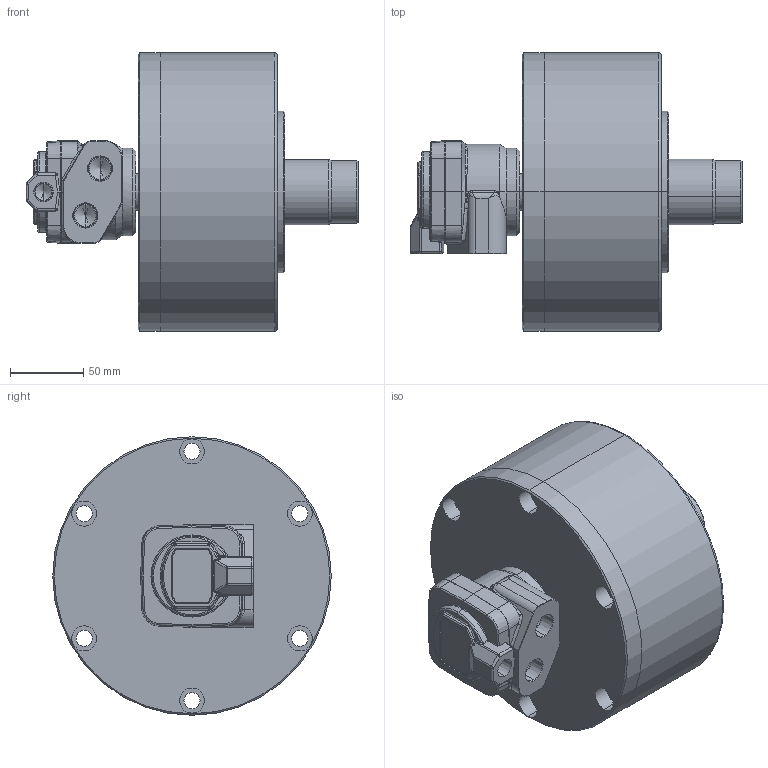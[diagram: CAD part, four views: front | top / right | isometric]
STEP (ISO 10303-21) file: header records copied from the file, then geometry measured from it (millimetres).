
FILE_DESCRIPTION (( 'STEP AP203' ), '1' );
FILE_NAME ('CF-RK-150N.STEP', '2022-04-26T05:42:17', ( '' ), ( '' ), 'SwSTEP 2.0', 'SolidWorks 2016', '' );
FILE_SCHEMA (( 'CONFIG_CONTROL_DESIGN' ));
Length unit declared in the file: millimetre
Products named in the file (6): RK-100閥蓋; CF-RK-150N; RK-150N閥軸; RK-150活塞; RK-150缸體; RK-100閥體
Assembly tree (5 placements, depth 2):
  CF-RK-150N
    RK-150N閥軸
    RK-150活塞
    RK-150缸體
    RK-100閥體
    RK-100閥蓋
Bounding box: 226.5 x 190 x 190 mm (x, y, z)
Volume: 2430544.6 mm3; surface area: 331875.9 mm2
Topology: 5 solids, 5 shells, 467 faces, 1080 edges, 622 vertices
Faces by surface type: cylinder 194, plane 90, cone 75, bspline 74, torus 25, sphere 9
Entity records: 15893 total; most frequent: CARTESIAN_POINT 5261, DIRECTION 2105, ORIENTED_EDGE 2064, EDGE_CURVE 1032, AXIS2_PLACEMENT_3D 855, VERTEX_POINT 622, EDGE_LOOP 542, ADVANCED_FACE 467
